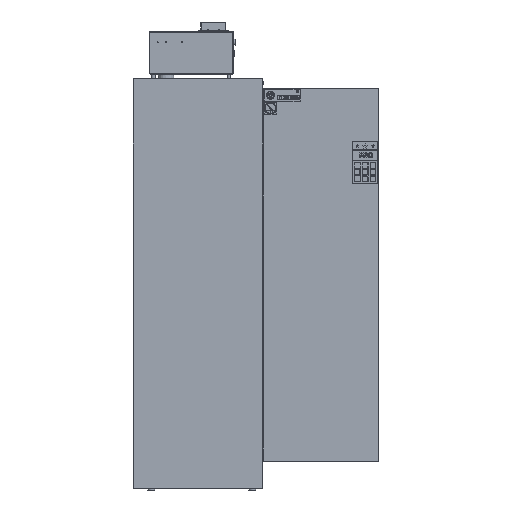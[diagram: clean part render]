
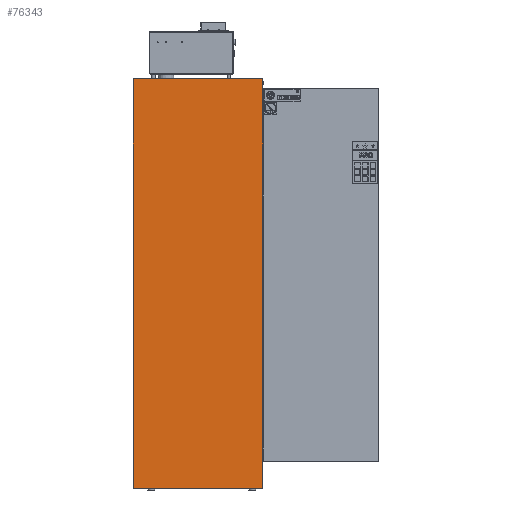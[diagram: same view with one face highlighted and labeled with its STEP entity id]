
A CAD part, left-side view. The second image highlights one B-rep face of the part: STEP entity #76343.
In plain terms, the highlighted planar face has unit normal (-1, 0, 0).
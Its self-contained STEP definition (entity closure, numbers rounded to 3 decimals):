
#4917=PLANE('',#82449);
#8829=FACE_OUTER_BOUND('',#13506,.T.);
#13506=EDGE_LOOP('',(#65451,#65452,#65453,#65454));
#19337=LINE('',#129612,#26186);
#20021=LINE('',#131193,#26870);
#20177=LINE('',#131550,#27026);
#20179=LINE('',#131553,#27028);
#26186=VECTOR('',#98960,10.);
#26870=VECTOR('',#100398,10.);
#27026=VECTOR('',#100756,10.);
#27028=VECTOR('',#100760,10.);
#35075=VERTEX_POINT('',#129605);
#35078=VERTEX_POINT('',#129610);
#35598=VERTEX_POINT('',#131192);
#35698=VERTEX_POINT('',#131549);
#44777=EDGE_CURVE('',#35078,#35075,#19337,.T.);
#45547=EDGE_CURVE('',#35075,#35598,#20021,.T.);
#45725=EDGE_CURVE('',#35598,#35698,#20177,.T.);
#45727=EDGE_CURVE('',#35698,#35078,#20179,.T.);
#65451=ORIENTED_EDGE('',*,*,#45547,.F.);
#65452=ORIENTED_EDGE('',*,*,#44777,.F.);
#65453=ORIENTED_EDGE('',*,*,#45727,.F.);
#65454=ORIENTED_EDGE('',*,*,#45725,.F.);
#76343=ADVANCED_FACE('',(#8829),#4917,.T.);
#82449=AXIS2_PLACEMENT_3D('',#131552,#100758,#100759);
#98960=DIRECTION('',(0.,-1.,0.));
#100398=DIRECTION('',(0.,0.,-1.));
#100756=DIRECTION('',(0.,1.,0.));
#100758=DIRECTION('center_axis',(-1.,0.,0.));
#100759=DIRECTION('ref_axis',(0.,-1.,0.));
#100760=DIRECTION('',(0.,0.,1.));
#129605=CARTESIAN_POINT('',(-596.88,-307.5,974.185));
#129610=CARTESIAN_POINT('',(-596.88,307.5,974.185));
#129612=CARTESIAN_POINT('',(-596.88,307.5,974.185));
#131192=CARTESIAN_POINT('',(-596.88,-307.5,-974.185));
#131193=CARTESIAN_POINT('',(-596.88,-307.5,0.));
#131549=CARTESIAN_POINT('',(-596.88,307.5,-974.185));
#131550=CARTESIAN_POINT('',(-596.88,307.5,-974.185));
#131552=CARTESIAN_POINT('Origin',(-596.88,307.5,0.));
#131553=CARTESIAN_POINT('',(-596.88,307.5,0.));
